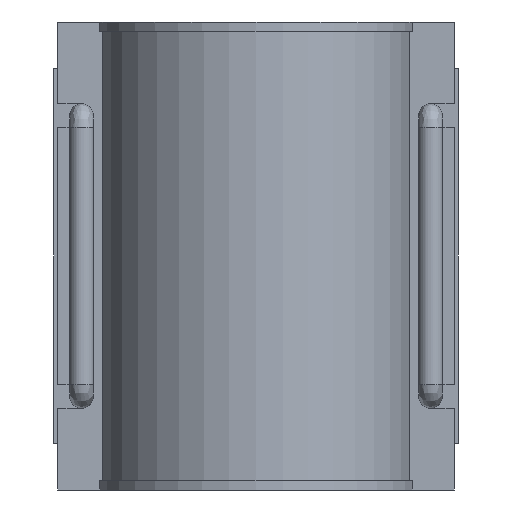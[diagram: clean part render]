
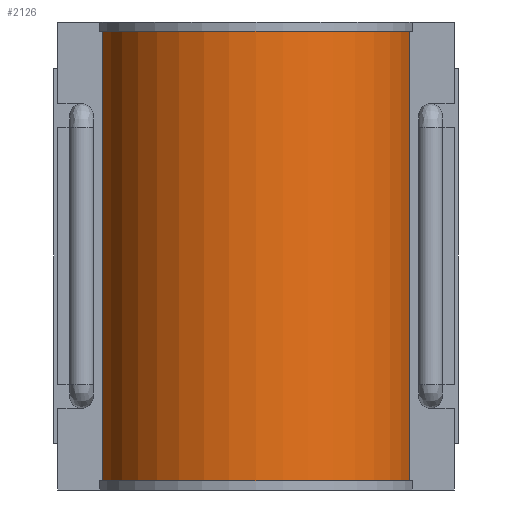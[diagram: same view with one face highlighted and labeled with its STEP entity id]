
A CAD part, front view. The second image highlights one B-rep face of the part: STEP entity #2126.
In plain terms, the highlighted cylindrical face has radius 39.375 mm (diameter 78.75 mm), a partial arc.
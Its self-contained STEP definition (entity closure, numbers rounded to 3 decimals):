
#121=LINE('',#3543,#328);
#156=LINE('',#3753,#363);
#328=VECTOR('',#2481,113.28);
#363=VECTOR('',#2558,113.28);
#572=CYLINDRICAL_SURFACE('',#2279,39.375);
#613=FACE_OUTER_BOUND('',#750,.T.);
#750=EDGE_LOOP('',(#1605,#1606,#1607,#1608));
#927=CIRCLE('',#2255,39.375);
#935=CIRCLE('',#2269,39.375);
#1006=VERTEX_POINT('',#3528);
#1007=VERTEX_POINT('',#3530);
#1011=VERTEX_POINT('',#3542);
#1030=VERTEX_POINT('',#3587);
#1215=EDGE_CURVE('',#1006,#1007,#927,.T.);
#1220=EDGE_CURVE('',#1006,#1011,#121,.T.);
#1242=EDGE_CURVE('',#1030,#1011,#935,.T.);
#1275=EDGE_CURVE('',#1007,#1030,#156,.T.);
#1605=ORIENTED_EDGE('',*,*,#1215,.T.);
#1606=ORIENTED_EDGE('',*,*,#1275,.T.);
#1607=ORIENTED_EDGE('',*,*,#1242,.T.);
#1608=ORIENTED_EDGE('',*,*,#1220,.F.);
#2126=ADVANCED_FACE('',(#613),#572,.T.);
#2255=AXIS2_PLACEMENT_3D('',#3532,#2471,#2472);
#2269=AXIS2_PLACEMENT_3D('',#3588,#2518,#2519);
#2279=AXIS2_PLACEMENT_3D('',#3754,#2559,#2560);
#2471=DIRECTION('center_axis',(0.,0.,1.));
#2472=DIRECTION('ref_axis',(1.,0.,0.));
#2481=DIRECTION('',(0.,0.,1.));
#2518=DIRECTION('center_axis',(0.,0.,-1.));
#2519=DIRECTION('ref_axis',(1.,0.,0.));
#2558=DIRECTION('',(0.,0.,1.));
#2559=DIRECTION('center_axis',(0.,0.,1.));
#2560=DIRECTION('ref_axis',(1.,0.,0.));
#3528=CARTESIAN_POINT('',(-38.579,-7.875,-56.64));
#3530=CARTESIAN_POINT('',(38.579,-7.875,-56.64));
#3532=CARTESIAN_POINT('Origin',(0.,0.,-56.64));
#3542=CARTESIAN_POINT('',(-38.579,-7.875,56.64));
#3543=CARTESIAN_POINT('',(-38.579,-7.875,0.));
#3587=CARTESIAN_POINT('',(38.579,-7.875,56.64));
#3588=CARTESIAN_POINT('Origin',(0.,0.,56.64));
#3753=CARTESIAN_POINT('',(38.579,-7.875,0.));
#3754=CARTESIAN_POINT('Origin',(0.,0.,0.));
